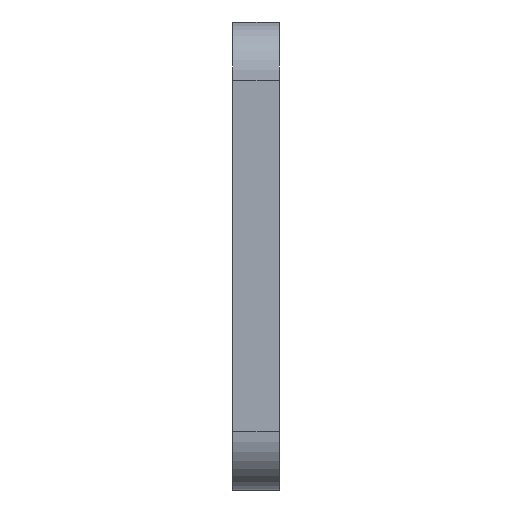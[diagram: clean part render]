
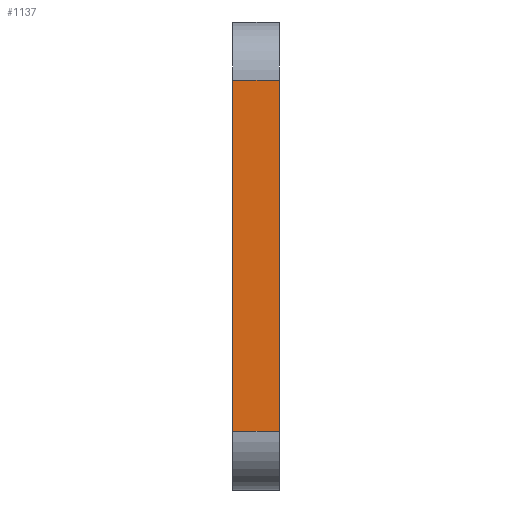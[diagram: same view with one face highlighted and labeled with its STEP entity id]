
A CAD part, left-side view. The second image highlights one B-rep face of the part: STEP entity #1137.
In plain terms, the highlighted planar face has unit normal (-1, 0, 0).
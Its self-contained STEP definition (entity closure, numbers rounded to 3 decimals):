
#24=DIRECTION('',(0.,0.,1.));
#25=VECTOR('',#24,30.);
#26=CARTESIAN_POINT('',(-105.,2.,-15.));
#27=LINE('',#26,#25);
#261=DIRECTION('',(0.,-1.,0.));
#262=VECTOR('',#261,4.);
#263=CARTESIAN_POINT('',(-105.,2.,-15.));
#264=LINE('',#263,#262);
#265=DIRECTION('',(0.,-1.,0.));
#266=VECTOR('',#265,4.);
#267=CARTESIAN_POINT('',(-105.,2.,15.));
#268=LINE('',#267,#266);
#299=DIRECTION('',(0.,0.,1.));
#300=VECTOR('',#299,30.);
#301=CARTESIAN_POINT('',(-105.,-2.,-15.));
#302=LINE('',#301,#300);
#735=CARTESIAN_POINT('',(-105.,2.,-15.));
#736=VERTEX_POINT('',#735);
#737=CARTESIAN_POINT('',(-105.,2.,15.));
#738=VERTEX_POINT('',#737);
#847=CARTESIAN_POINT('',(-105.,-2.,-15.));
#848=VERTEX_POINT('',#847);
#849=CARTESIAN_POINT('',(-105.,-2.,15.));
#850=VERTEX_POINT('',#849);
#1124=CARTESIAN_POINT('',(-105.,0.,0.));
#1125=DIRECTION('',(-1.,0.,0.));
#1126=DIRECTION('',(0.,0.,1.));
#1127=AXIS2_PLACEMENT_3D('',#1124,#1125,#1126);
#1128=PLANE('',#1127);
#1129=ORIENTED_EDGE('',*,*,#968,.T.);
#1131=ORIENTED_EDGE('',*,*,#1130,.T.);
#1133=ORIENTED_EDGE('',*,*,#1132,.F.);
#1134=ORIENTED_EDGE('',*,*,#1116,.F.);
#1135=EDGE_LOOP('',(#1129,#1131,#1133,#1134));
#1136=FACE_OUTER_BOUND('',#1135,.F.);
#1137=ADVANCED_FACE('',(#1136),#1128,.T.);
#968=EDGE_CURVE('',#736,#738,#27,.T.);
#1116=EDGE_CURVE('',#736,#848,#264,.T.);
#1130=EDGE_CURVE('',#738,#850,#268,.T.);
#1132=EDGE_CURVE('',#848,#850,#302,.T.);
